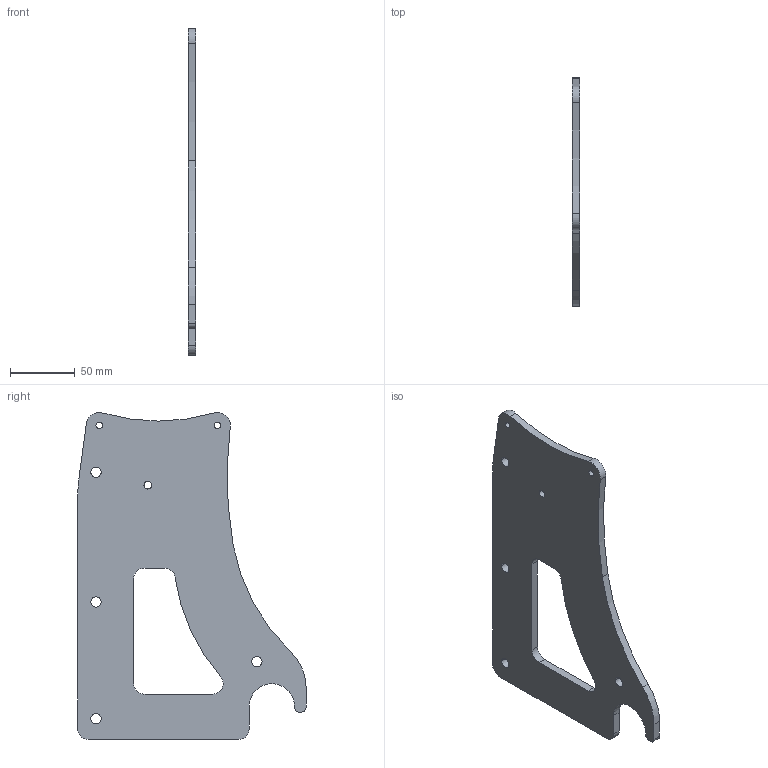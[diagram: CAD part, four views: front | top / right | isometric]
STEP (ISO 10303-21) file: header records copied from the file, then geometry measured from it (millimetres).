
FILE_DESCRIPTION(('CATIA V5 STEP Exchange'),'2;1');
FILE_NAME('77 11 154 432 Support aileron AR.stp','2023-10-31T23:09:38+00:00',('none'),('none'),'CATIA Version 5 Release 17 (IN-10)','CATIA V5 STEP AP203','none');
FILE_SCHEMA(('CONFIG_CONTROL_DESIGN'));
Length unit declared in the file: millimetre
Products named in the file (1): 77 11 154 432 Support aileron AR
Bounding box: 6 x 176 x 251.99 mm (x, y, z)
Volume: 167003.1 mm3; surface area: 63230.7 mm2
Topology: 1 solids, 1 shells, 43 faces, 123 edges, 82 vertices
Faces by surface type: cylinder 31, plane 12
Entity records: 1416 total; most frequent: ORIENTED_EDGE 246, CARTESIAN_POINT 242, DIRECTION 195, EDGE_CURVE 123, AXIS2_PLACEMENT_3D 99, VERTEX_POINT 82, CIRCLE 62, VECTOR 61
